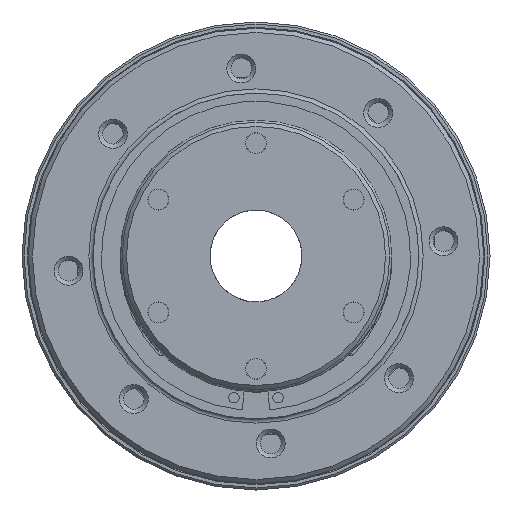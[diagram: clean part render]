
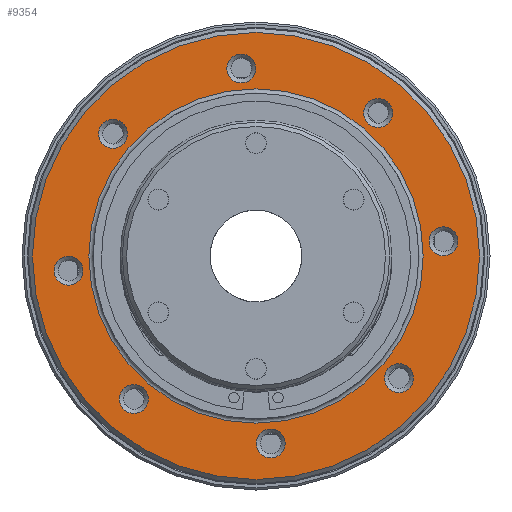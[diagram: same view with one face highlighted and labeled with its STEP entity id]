
A CAD part, left-side view. The second image highlights one B-rep face of the part: STEP entity #9354.
In plain terms, the highlighted planar face has unit normal (-1, 0, 0).
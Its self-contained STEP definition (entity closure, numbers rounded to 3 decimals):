
#1795=PLANE('',#10708);
#2691=ORIENTED_EDGE('',*,*,#5012,.T.);
#2692=ORIENTED_EDGE('',*,*,#5013,.T.);
#2693=ORIENTED_EDGE('',*,*,#5014,.T.);
#2694=ORIENTED_EDGE('',*,*,#5015,.T.);
#2695=ORIENTED_EDGE('',*,*,#5016,.T.);
#2696=ORIENTED_EDGE('',*,*,#5017,.T.);
#2697=ORIENTED_EDGE('',*,*,#5018,.T.);
#2698=ORIENTED_EDGE('',*,*,#5019,.T.);
#2699=ORIENTED_EDGE('',*,*,#5020,.T.);
#2700=ORIENTED_EDGE('',*,*,#5021,.T.);
#5012=EDGE_CURVE('',#6253,#6253,#7164,.F.);
#5013=EDGE_CURVE('',#6254,#6254,#7165,.T.);
#5014=EDGE_CURVE('',#6255,#6255,#7166,.T.);
#5015=EDGE_CURVE('',#6256,#6256,#7167,.T.);
#5016=EDGE_CURVE('',#6257,#6257,#7168,.T.);
#5017=EDGE_CURVE('',#6258,#6258,#7169,.T.);
#5018=EDGE_CURVE('',#6259,#6259,#7170,.T.);
#5019=EDGE_CURVE('',#6260,#6260,#7171,.T.);
#5020=EDGE_CURVE('',#6261,#6261,#7172,.T.);
#5021=EDGE_CURVE('',#6262,#6262,#7173,.T.);
#6253=VERTEX_POINT('',#14493);
#6254=VERTEX_POINT('',#14495);
#6255=VERTEX_POINT('',#14497);
#6256=VERTEX_POINT('',#14499);
#6257=VERTEX_POINT('',#14501);
#6258=VERTEX_POINT('',#14503);
#6259=VERTEX_POINT('',#14505);
#6260=VERTEX_POINT('',#14507);
#6261=VERTEX_POINT('',#14509);
#6262=VERTEX_POINT('',#14511);
#7164=CIRCLE('',#10709,53.5);
#7165=CIRCLE('',#10710,40.);
#7166=CIRCLE('',#10711,3.459);
#7167=CIRCLE('',#10712,3.459);
#7168=CIRCLE('',#10713,3.459);
#7169=CIRCLE('',#10714,3.459);
#7170=CIRCLE('',#10715,3.459);
#7171=CIRCLE('',#10716,3.459);
#7172=CIRCLE('',#10717,3.459);
#7173=CIRCLE('',#10718,3.459);
#7587=EDGE_LOOP('',(#2691));
#7588=EDGE_LOOP('',(#2692));
#7589=EDGE_LOOP('',(#2693));
#7590=EDGE_LOOP('',(#2694));
#7591=EDGE_LOOP('',(#2695));
#7592=EDGE_LOOP('',(#2696));
#7593=EDGE_LOOP('',(#2697));
#7594=EDGE_LOOP('',(#2698));
#7595=EDGE_LOOP('',(#2699));
#7596=EDGE_LOOP('',(#2700));
#8488=FACE_BOUND('',#7587,.T.);
#8489=FACE_BOUND('',#7588,.T.);
#8490=FACE_BOUND('',#7589,.T.);
#8491=FACE_BOUND('',#7590,.T.);
#8492=FACE_BOUND('',#7591,.T.);
#8493=FACE_BOUND('',#7592,.T.);
#8494=FACE_BOUND('',#7593,.T.);
#8495=FACE_BOUND('',#7594,.T.);
#8496=FACE_BOUND('',#7595,.T.);
#8497=FACE_BOUND('',#7596,.T.);
#9354=ADVANCED_FACE('',(#8488,#8489,#8490,#8491,#8492,#8493,#8494,#8495,
#8496,#8497),#1795,.F.);
#10708=AXIS2_PLACEMENT_3D('',#14491,#12133,#12134);
#10709=AXIS2_PLACEMENT_3D('',#14492,#12135,#12136);
#10710=AXIS2_PLACEMENT_3D('',#14494,#12137,#12138);
#10711=AXIS2_PLACEMENT_3D('',#14496,#12139,#12140);
#10712=AXIS2_PLACEMENT_3D('',#14498,#12141,#12142);
#10713=AXIS2_PLACEMENT_3D('',#14500,#12143,#12144);
#10714=AXIS2_PLACEMENT_3D('',#14502,#12145,#12146);
#10715=AXIS2_PLACEMENT_3D('',#14504,#12147,#12148);
#10716=AXIS2_PLACEMENT_3D('',#14506,#12149,#12150);
#10717=AXIS2_PLACEMENT_3D('',#14508,#12151,#12152);
#10718=AXIS2_PLACEMENT_3D('',#14510,#12153,#12154);
#12133=DIRECTION('',(1.,0.,0.));
#12134=DIRECTION('',(0.,0.,-1.));
#12135=DIRECTION('',(1.,0.,0.));
#12136=DIRECTION('',(0.,0.,-1.));
#12137=DIRECTION('',(1.,0.,0.));
#12138=DIRECTION('',(0.,0.,-1.));
#12139=DIRECTION('',(1.,0.,0.));
#12140=DIRECTION('',(0.,0.,-1.));
#12141=DIRECTION('',(1.,0.,0.));
#12142=DIRECTION('',(0.,0.,-1.));
#12143=DIRECTION('',(1.,0.,0.));
#12144=DIRECTION('',(0.,0.,-1.));
#12145=DIRECTION('',(1.,0.,0.));
#12146=DIRECTION('',(0.,0.,-1.));
#12147=DIRECTION('',(1.,0.,0.));
#12148=DIRECTION('',(0.,0.,-1.));
#12149=DIRECTION('',(1.,0.,0.));
#12150=DIRECTION('',(0.,0.,-1.));
#12151=DIRECTION('',(1.,0.,0.));
#12152=DIRECTION('',(0.,0.,-1.));
#12153=DIRECTION('',(1.,0.,0.));
#12154=DIRECTION('',(0.,0.,-1.));
#14491=CARTESIAN_POINT('',(4.077,0.,54.5));
#14492=CARTESIAN_POINT('',(4.077,0.,0.));
#14493=CARTESIAN_POINT('',(4.077,0.,-53.5));
#14494=CARTESIAN_POINT('',(4.077,0.,0.));
#14495=CARTESIAN_POINT('',(4.077,0.,-40.));
#14496=CARTESIAN_POINT('',(4.077,-29.225,34.218));
#14497=CARTESIAN_POINT('',(4.077,-29.225,30.76));
#14498=CARTESIAN_POINT('',(4.077,3.531,44.861));
#14499=CARTESIAN_POINT('',(4.077,3.531,41.403));
#14500=CARTESIAN_POINT('',(4.077,34.218,29.225));
#14501=CARTESIAN_POINT('',(4.077,34.218,25.767));
#14502=CARTESIAN_POINT('',(4.077,44.861,-3.531));
#14503=CARTESIAN_POINT('',(4.077,44.861,-6.989));
#14504=CARTESIAN_POINT('',(4.077,29.225,-34.218));
#14505=CARTESIAN_POINT('',(4.077,29.225,-37.677));
#14506=CARTESIAN_POINT('',(4.077,-3.531,-44.861));
#14507=CARTESIAN_POINT('',(4.077,-3.531,-48.32));
#14508=CARTESIAN_POINT('',(4.077,-34.218,-29.225));
#14509=CARTESIAN_POINT('',(4.077,-34.218,-32.684));
#14510=CARTESIAN_POINT('',(4.077,-44.861,3.531));
#14511=CARTESIAN_POINT('',(4.077,-44.861,0.072));
